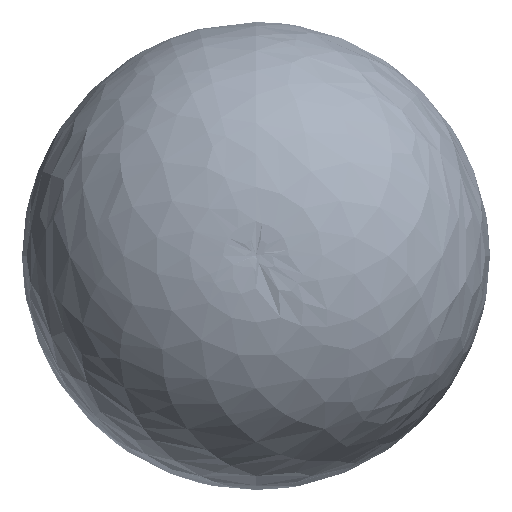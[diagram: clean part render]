
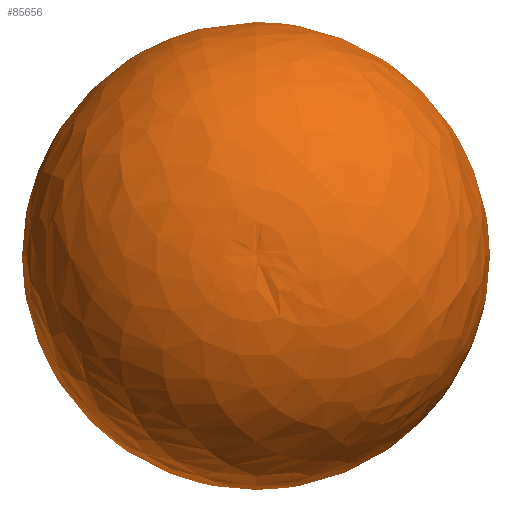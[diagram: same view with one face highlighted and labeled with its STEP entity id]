
A CAD part, top view. The second image highlights one B-rep face of the part: STEP entity #85656.
In plain terms, the highlighted free-form (B-spline) face has degree [2, 2] with [5, 9] control points.
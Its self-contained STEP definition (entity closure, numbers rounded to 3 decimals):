
#1991=(
BOUNDED_SURFACE()
B_SPLINE_SURFACE(2,2,((#232218,#232219,#232220,#232221,#232222,#232223,
#232224,#232225,#232226),(#232227,#232228,#232229,#232230,#232231,#232232,
#232233,#232234,#232235),(#232236,#232237,#232238,#232239,#232240,#232241,
#232242,#232243,#232244),(#232245,#232246,#232247,#232248,#232249,#232250,
#232251,#232252,#232253),(#232254,#232255,#232256,#232257,#232258,#232259,
#232260,#232261,#232262)),.UNSPECIFIED.,.F.,.T.,.F.)
B_SPLINE_SURFACE_WITH_KNOTS((3,2,3),(3,2,2,2,3),(-1.699,-0.37,
0.96),(-3.142,-1.571,0.,1.571,
3.142),.UNSPECIFIED.)
GEOMETRIC_REPRESENTATION_ITEM()
RATIONAL_B_SPLINE_SURFACE(((1.,0.707,1.,0.707,1.,
0.707,1.,0.707,1.),(0.787,0.557,
0.787,0.557,0.787,0.557,
0.787,0.557,0.787),(1.,0.707,
1.,0.707,1.,0.707,1.,0.707,1.),(0.787,
0.557,0.787,0.557,0.787,
0.557,0.787,0.557,0.787),
(1.,0.707,1.,0.707,1.,0.707,1.,0.707,
1.)))
REPRESENTATION_ITEM('')
SURFACE()
);
#19041=FACE_OUTER_BOUND('',#24940,.T.);
#24940=EDGE_LOOP('',(#74147,#74148,#74149));
#30682=CIRCLE('',#95616,1371.792);
#30683=CIRCLE('',#95617,1955.785);
#38181=VERTEX_POINT('',#232215);
#38182=VERTEX_POINT('',#232263);
#50171=EDGE_CURVE('',#38181,#38181,#30682,.T.);
#50172=EDGE_CURVE('',#38181,#38182,#30683,.T.);
#74147=ORIENTED_EDGE('',*,*,#50171,.F.);
#74148=ORIENTED_EDGE('',*,*,#50172,.T.);
#74149=ORIENTED_EDGE('',*,*,#50172,.F.);
#85656=ADVANCED_FACE('',(#19041),#1991,.F.);
#95616=AXIS2_PLACEMENT_3D('',#232217,#118236,#118237);
#95617=AXIS2_PLACEMENT_3D('',#232264,#118238,#118239);
#118236=DIRECTION('center_axis',(-1.,0.,0.));
#118237=DIRECTION('ref_axis',(0.,0.,1.));
#118238=DIRECTION('center_axis',(0.,-1.,0.));
#118239=DIRECTION('ref_axis',(0.,0.,
-1.));
#232215=CARTESIAN_POINT('',(-1602.085,250.,-1371.792));
#232217=CARTESIAN_POINT('Origin',(-1602.085,250.,0.));
#232218=CARTESIAN_POINT('Ctrl Pts',(1939.741,250.,0.));
#232219=CARTESIAN_POINT('Ctrl Pts',(1939.741,250.,0.));
#232220=CARTESIAN_POINT('Ctrl Pts',(1939.741,250.,0.));
#232221=CARTESIAN_POINT('Ctrl Pts',(1939.741,250.,0.));
#232222=CARTESIAN_POINT('Ctrl Pts',(1939.741,250.,0.));
#232223=CARTESIAN_POINT('Ctrl Pts',(1939.741,250.,0.));
#232224=CARTESIAN_POINT('Ctrl Pts',(1939.741,250.,0.));
#232225=CARTESIAN_POINT('Ctrl Pts',(1939.741,250.,0.));
#232226=CARTESIAN_POINT('Ctrl Pts',(1939.741,250.,0.));
#232227=CARTESIAN_POINT('Ctrl Pts',(2135.667,250.,-1520.186));
#232228=CARTESIAN_POINT('Ctrl Pts',(2135.667,-1270.186,
-1520.186));
#232229=CARTESIAN_POINT('Ctrl Pts',(2135.667,-1270.186,
0.));
#232230=CARTESIAN_POINT('Ctrl Pts',(2135.667,-1270.186,
1520.186));
#232231=CARTESIAN_POINT('Ctrl Pts',(2135.667,250.,1520.186));
#232232=CARTESIAN_POINT('Ctrl Pts',(2135.667,1770.186,1520.186));
#232233=CARTESIAN_POINT('Ctrl Pts',(2135.667,1770.186,0.));
#232234=CARTESIAN_POINT('Ctrl Pts',(2135.667,1770.186,-1520.186));
#232235=CARTESIAN_POINT('Ctrl Pts',(2135.667,250.,-1520.186));
#232236=CARTESIAN_POINT('Ctrl Pts',(706.368,250.,-2073.77));
#232237=CARTESIAN_POINT('Ctrl Pts',(706.368,-1823.77,
-2073.77));
#232238=CARTESIAN_POINT('Ctrl Pts',(706.368,-1823.77,
0.));
#232239=CARTESIAN_POINT('Ctrl Pts',(706.368,-1823.77,
2073.77));
#232240=CARTESIAN_POINT('Ctrl Pts',(706.368,250.,2073.77));
#232241=CARTESIAN_POINT('Ctrl Pts',(706.368,2323.77,2073.77));
#232242=CARTESIAN_POINT('Ctrl Pts',(706.368,2323.77,0.));
#232243=CARTESIAN_POINT('Ctrl Pts',(706.368,2323.77,-2073.77));
#232244=CARTESIAN_POINT('Ctrl Pts',(706.368,250.,-2073.77));
#232245=CARTESIAN_POINT('Ctrl Pts',(-722.931,250.,-2627.355));
#232246=CARTESIAN_POINT('Ctrl Pts',(-722.931,-2377.355,
-2627.355));
#232247=CARTESIAN_POINT('Ctrl Pts',(-722.931,-2377.355,
0.));
#232248=CARTESIAN_POINT('Ctrl Pts',(-722.931,-2377.355,
2627.355));
#232249=CARTESIAN_POINT('Ctrl Pts',(-722.931,250.,2627.355));
#232250=CARTESIAN_POINT('Ctrl Pts',(-722.931,2877.355,
2627.355));
#232251=CARTESIAN_POINT('Ctrl Pts',(-722.931,2877.355,
0.));
#232252=CARTESIAN_POINT('Ctrl Pts',(-722.931,2877.355,
-2627.355));
#232253=CARTESIAN_POINT('Ctrl Pts',(-722.931,250.,-2627.355));
#232254=CARTESIAN_POINT('Ctrl Pts',(-1602.085,250.,-1371.792));
#232255=CARTESIAN_POINT('Ctrl Pts',(-1602.085,-1121.792,
-1371.792));
#232256=CARTESIAN_POINT('Ctrl Pts',(-1602.085,-1121.792,
0.));
#232257=CARTESIAN_POINT('Ctrl Pts',(-1602.085,-1121.792,
1371.792));
#232258=CARTESIAN_POINT('Ctrl Pts',(-1602.085,250.,1371.792));
#232259=CARTESIAN_POINT('Ctrl Pts',(-1602.085,1621.792,
1371.792));
#232260=CARTESIAN_POINT('Ctrl Pts',(-1602.085,1621.792,
0.));
#232261=CARTESIAN_POINT('Ctrl Pts',(-1602.085,1621.792,
-1371.792));
#232262=CARTESIAN_POINT('Ctrl Pts',(-1602.085,250.,-1371.792));
#232263=CARTESIAN_POINT('',(1939.741,250.,0.));
#232264=CARTESIAN_POINT('Origin',(0.,250.,-250.));
